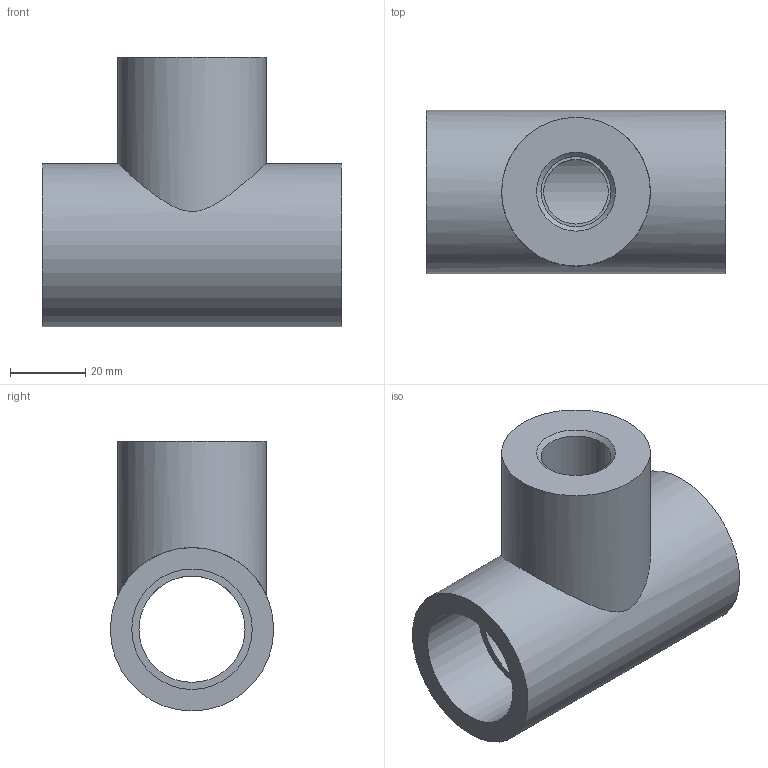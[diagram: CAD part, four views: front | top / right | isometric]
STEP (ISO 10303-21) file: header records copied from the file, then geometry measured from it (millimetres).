
FILE_DESCRIPTION( ( 'STEP AP214' ), '1' );
FILE_NAME( '22097003207(architecture400).stp', '2021-11-19T08:00:24', ( 'License CC BY-ND 4.0' ), ( 'CADENAS' ), ' ', 'PARTsolutions', ' ' );
FILE_SCHEMA( ( 'AUTOMOTIVE_DESIGN { 1 0 10303 214 1 1 1 1 }' ) );
Length unit declared in the file: millimetre
Products named in the file (1): _22097003207(architecture400)
Bounding box: 79.5 x 43.4 x 71.7 mm (x, y, z)
Volume: 89887.5 mm3; surface area: 25621 mm2
Topology: 1 solids, 1 shells, 14 faces, 24 edges, 16 vertices
Faces by surface type: cylinder 7, plane 6, cone 1
Full cylindrical faces by diameter (mm): 17.16 x1, 18.631 x1, 28.2 x1, 32 x2, 39.5 x1, 43.4 x1
Entity records: 648 total; most frequent: CARTESIAN_POINT 269, DIRECTION 56, EDGE_LOOP 30, ORIENTED_EDGE 30, AXIS2_PLACEMENT_3D 28, FACE_OUTER_BOUND 21, EDGE_CURVE 15, VERTEX_POINT 15
